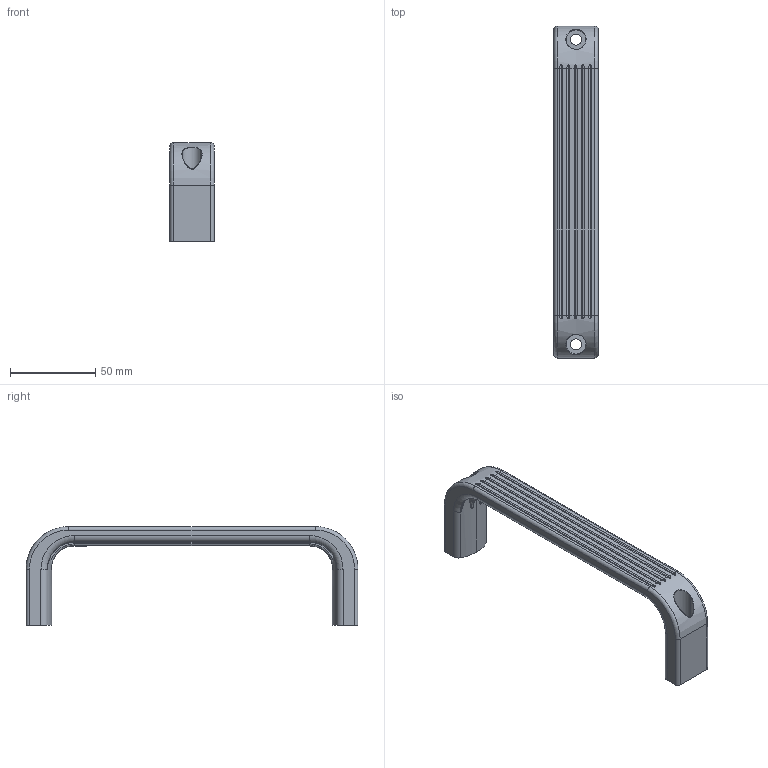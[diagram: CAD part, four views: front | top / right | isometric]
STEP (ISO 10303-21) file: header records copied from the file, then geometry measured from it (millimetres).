
FILE_DESCRIPTION(('STEP AP214'),'1');
FILE_NAME('fath_092307.stp','2018-07-23T17:48:28',('TraceParts'),('TraceParts S.A.'),'Spatial InterOp 3D',' ',' ');
FILE_SCHEMA(('automotive_design'));
Length unit declared in the file: millimetre
Products named in the file (1): fath_092307
Bounding box: 26 x 195 x 58 mm (x, y, z)
Volume: 55062.1 mm3; surface area: 31014 mm2
Topology: 1 solids, 1 shells, 204 faces, 514 edges, 314 vertices
Faces by surface type: cylinder 86, torus 56, plane 42, bspline 18, cone 2
Entity records: 9685 total; most frequent: CARTESIAN_POINT 3211, DIRECTION 1034, ORIENTED_EDGE 1020, EDGE_CURVE 510, AXIS2_PLACEMENT_3D 427, VERTEX_POINT 314, CIRCLE 240, EDGE_LOOP 214
